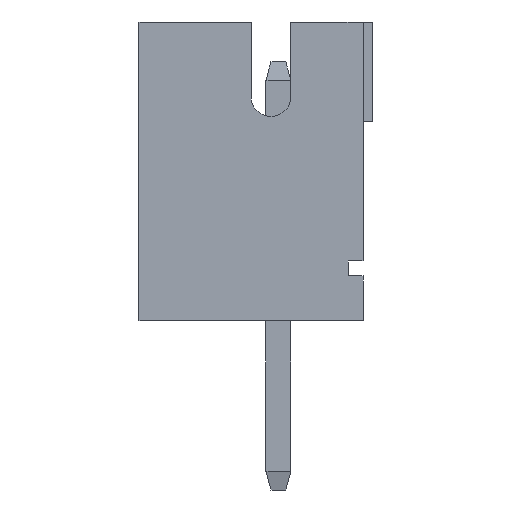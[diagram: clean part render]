
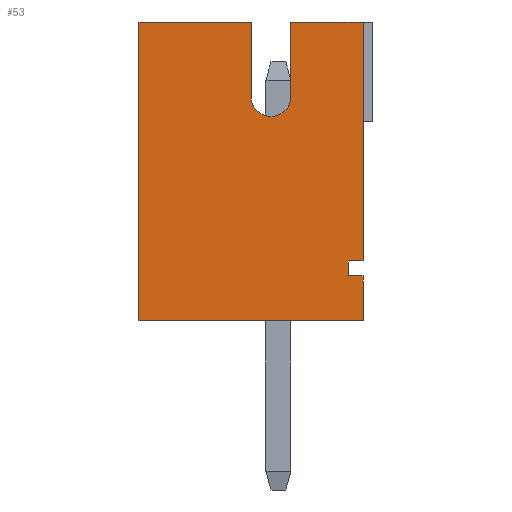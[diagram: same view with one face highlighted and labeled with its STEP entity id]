
A CAD part, left-side view. The second image highlights one B-rep face of the part: STEP entity #53.
In plain terms, the highlighted planar face has unit normal (-1, 0, 0).
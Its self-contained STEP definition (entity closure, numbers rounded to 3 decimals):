
#53=ADVANCED_FACE('',(#3365),#3367,.T.);
#3365=FACE_BOUND('',#3366,.T.);
#3366=EDGE_LOOP('',(#6003,#6004,#6005,#6006,#6007,#6008,#6009,#6010,#6011,#6012,
#6013,#6014));
#3367=PLANE('',#3368);
#3368=AXIS2_PLACEMENT_3D('',#3369,#3370,#3371);
#3369=CARTESIAN_POINT('',(-1.95,0.,0.));
#3370=DIRECTION('',(-1.,0.,0.));
#3371=DIRECTION('',(0.,0.,1.));
#6003=ORIENTED_EDGE('',*,*,#7795,.T.);
#6004=ORIENTED_EDGE('',*,*,#7796,.T.);
#6005=ORIENTED_EDGE('',*,*,#7797,.T.);
#6006=ORIENTED_EDGE('',*,*,#7798,.T.);
#6007=ORIENTED_EDGE('',*,*,#7799,.T.);
#6008=ORIENTED_EDGE('',*,*,#7800,.T.);
#6009=ORIENTED_EDGE('',*,*,#7801,.T.);
#6010=ORIENTED_EDGE('',*,*,#7802,.T.);
#6011=ORIENTED_EDGE('',*,*,#7803,.T.);
#6012=ORIENTED_EDGE('',*,*,#7804,.T.);
#6013=ORIENTED_EDGE('',*,*,#7805,.T.);
#6014=ORIENTED_EDGE('',*,*,#7806,.T.);
#7795=EDGE_CURVE('',#8691,#8692,#8693,.F.);
#7796=EDGE_CURVE('',#8692,#8694,#8695,.T.);
#7797=EDGE_CURVE('',#8694,#8696,#8697,.T.);
#7798=EDGE_CURVE('',#8696,#8698,#8699,.F.);
#7799=EDGE_CURVE('',#8698,#8700,#8701,.F.);
#7800=EDGE_CURVE('',#8700,#8702,#8703,.F.);
#7801=EDGE_CURVE('',#8702,#8704,#8705,.T.);
#7802=EDGE_CURVE('',#8704,#8706,#8707,.T.);
#7803=EDGE_CURVE('',#8706,#8708,#8709,.T.);
#7804=EDGE_CURVE('',#8708,#8710,#8711,.T.);
#7805=EDGE_CURVE('',#8710,#8712,#8713,.F.);
#7806=EDGE_CURVE('',#8712,#8691,#8714,.F.);
#8691=VERTEX_POINT('',#10144);
#8692=VERTEX_POINT('',#10145);
#8693=LINE('',#10146,#10147);
#8694=VERTEX_POINT('',#10149);
#8695=LINE('',#10150,#10151);
#8696=VERTEX_POINT('',#10153);
#8697=LINE('',#10154,#10155);
#8698=VERTEX_POINT('',#10157);
#8699=LINE('',#10158,#10159);
#8700=VERTEX_POINT('',#10161);
#8701=CIRCLE('',#10162,0.4);
#8702=VERTEX_POINT('',#10166);
#8703=LINE('',#10167,#10168);
#8704=VERTEX_POINT('',#10170);
#8705=LINE('',#10171,#10172);
#8706=VERTEX_POINT('',#10174);
#8707=LINE('',#10175,#10176);
#8708=VERTEX_POINT('',#10178);
#8709=LINE('',#10179,#10180);
#8710=VERTEX_POINT('',#10182);
#8711=LINE('',#10183,#10184);
#8712=VERTEX_POINT('',#10186);
#8713=LINE('',#10187,#10188);
#8714=LINE('',#10190,#10191);
#10144=CARTESIAN_POINT('',(-1.95,-1.4,1.2));
#10145=CARTESIAN_POINT('',(-1.95,-1.7,1.2));
#10146=CARTESIAN_POINT('',(-1.95,-1.7,1.2));
#10147=VECTOR('',#10148,1.);
#10148=DIRECTION('',(0.,1.,0.));
#10149=CARTESIAN_POINT('',(-1.95,-1.7,6.));
#10150=CARTESIAN_POINT('',(-1.95,-1.7,1.2));
#10151=VECTOR('',#10152,1.);
#10152=DIRECTION('',(0.,0.,1.));
#10153=CARTESIAN_POINT('',(-1.95,-0.25,6.));
#10154=CARTESIAN_POINT('',(-1.95,-1.7,6.));
#10155=VECTOR('',#10156,1.);
#10156=DIRECTION('',(0.,1.,0.));
#10157=CARTESIAN_POINT('',(-1.95,-0.25,4.5));
#10158=CARTESIAN_POINT('',(-1.95,-0.25,4.5));
#10159=VECTOR('',#10160,1.);
#10160=DIRECTION('',(0.,0.,1.));
#10161=CARTESIAN_POINT('',(-1.95,0.55,4.5));
#10162=AXIS2_PLACEMENT_3D('',#10163,#10164,#10165);
#10163=CARTESIAN_POINT('',(-1.95,0.15,4.5));
#10164=DIRECTION('',(-1.,0.,0.));
#10165=DIRECTION('',(0.,1.,0.));
#10166=CARTESIAN_POINT('',(-1.95,0.55,6.));
#10167=CARTESIAN_POINT('',(-1.95,0.55,6.));
#10168=VECTOR('',#10169,1.);
#10169=DIRECTION('',(0.,0.,-1.));
#10170=CARTESIAN_POINT('',(-1.95,2.8,6.));
#10171=CARTESIAN_POINT('',(-1.95,0.55,6.));
#10172=VECTOR('',#10173,1.);
#10173=DIRECTION('',(0.,1.,0.));
#10174=CARTESIAN_POINT('',(-1.95,2.8,0.));
#10175=CARTESIAN_POINT('',(-1.95,2.8,6.));
#10176=VECTOR('',#10177,1.);
#10177=DIRECTION('',(0.,0.,-1.));
#10178=CARTESIAN_POINT('',(-1.95,-1.7,0.));
#10179=CARTESIAN_POINT('',(-1.95,2.8,0.));
#10180=VECTOR('',#10181,1.);
#10181=DIRECTION('',(0.,-1.,0.));
#10182=CARTESIAN_POINT('',(-1.95,-1.7,0.9));
#10183=CARTESIAN_POINT('',(-1.95,-1.7,0.));
#10184=VECTOR('',#10185,1.);
#10185=DIRECTION('',(0.,0.,1.));
#10186=CARTESIAN_POINT('',(-1.95,-1.4,0.9));
#10187=CARTESIAN_POINT('',(-1.95,-1.4,0.9));
#10188=VECTOR('',#10189,1.);
#10189=DIRECTION('',(0.,-1.,0.));
#10190=CARTESIAN_POINT('',(-1.95,-1.4,1.2));
#10191=VECTOR('',#10192,1.);
#10192=DIRECTION('',(0.,0.,-1.));
